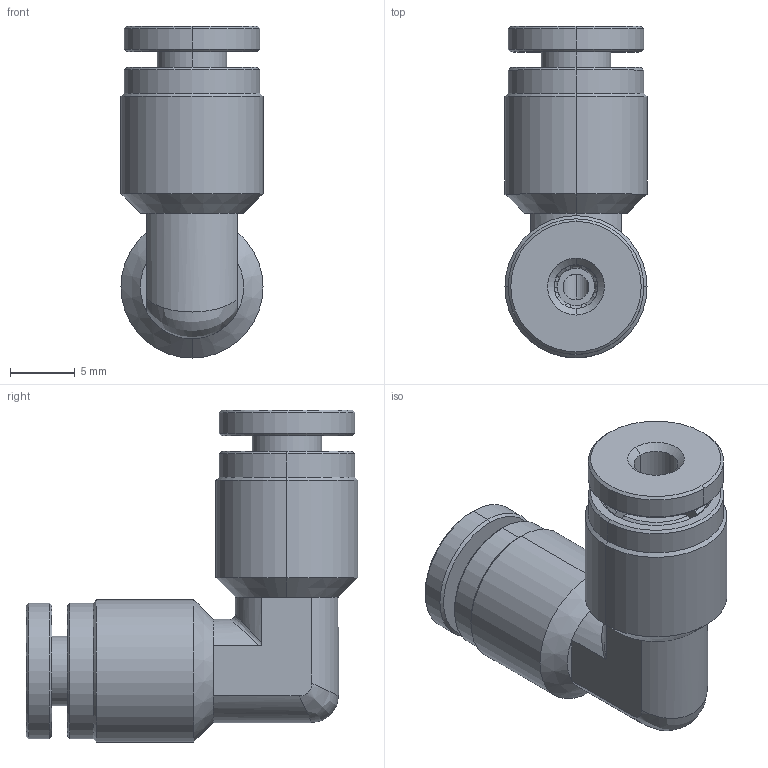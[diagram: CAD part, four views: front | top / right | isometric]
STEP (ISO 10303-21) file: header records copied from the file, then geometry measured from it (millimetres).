
FILE_DESCRIPTION (( 'STEP AP214' ), '1' );
FILE_NAME ('EUS1-8W.STEP', '2018-07-31T17:19:12', ( '' ), ( '' ), 'SwSTEP 2.0', 'SolidWorks 2016', '' );
FILE_SCHEMA (( 'AUTOMOTIVE_DESIGN' ));
Length unit declared in the file: millimetre
Products named in the file (1): EUS1-8W
Bounding box: 11 x 25.7 x 25.7 mm (x, y, z)
Volume: 2337 mm3; surface area: 4193 mm2
Topology: 11 solids, 11 shells, 613 faces, 1649 edges, 1065 vertices
Faces by surface type: plane 218, cone 184, cylinder 121, bspline 86, torus 4
Entity records: 28000 total; most frequent: CARTESIAN_POINT 6937, ORIENTED_EDGE 3294, DIRECTION 2582, EDGE_CURVE 1647, VERTEX_POINT 1065, AXIS2_PLACEMENT_3D 1058, EDGE_LOOP 644, UNCERTAINTY_MEASURE_WITH_UNIT 626
